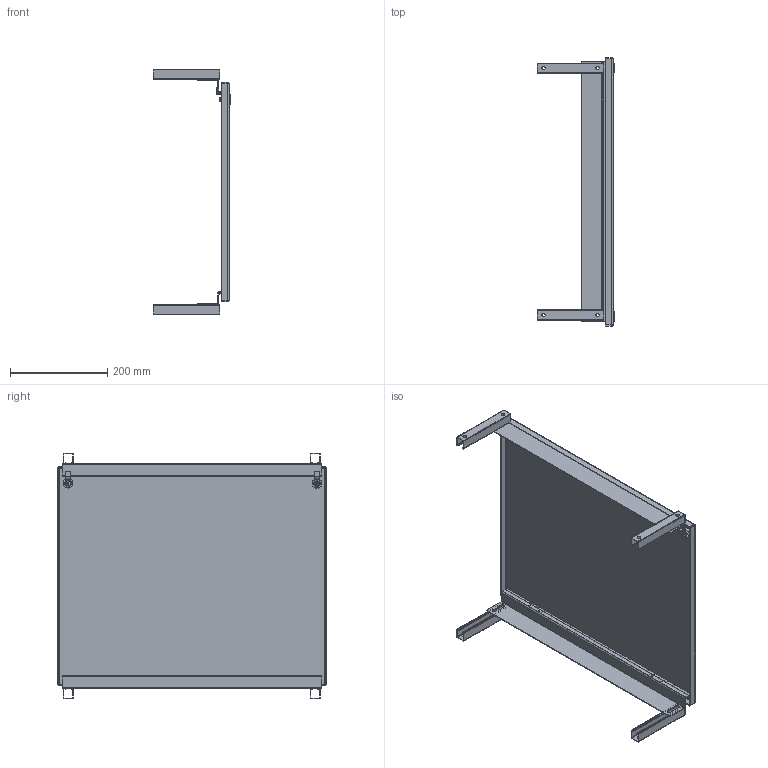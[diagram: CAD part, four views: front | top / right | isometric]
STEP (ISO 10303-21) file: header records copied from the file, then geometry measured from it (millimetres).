
FILE_DESCRIPTION (( 'STEP AP214' ), '1' );
FILE_NAME ('ESP2420.STEP', '2019-09-05T16:19:15', ( '' ), ( '' ), 'SwSTEP 2.0', 'SolidWorks 2018', '' );
FILE_SCHEMA (( 'AUTOMOTIVE_DESIGN' ));
Length unit declared in the file: inch
Products named in the file (1): ESP2420
Bounding box: 158.65 x 552.45 x 505.1 mm (x, y, z)
Volume: 881166 mm3; surface area: 832329.2 mm2
Topology: 17 solids, 17 shells, 680 faces, 1768 edges, 1142 vertices
Faces by surface type: plane 378, cylinder 230, bspline 36, torus 24, cone 12
Entity records: 31340 total; most frequent: CARTESIAN_POINT 5471, ORIENTED_EDGE 3520, DIRECTION 3494, EDGE_CURVE 1760, AXIS2_PLACEMENT_3D 1197, VERTEX_POINT 1142, VECTOR 1100, LINE 1100
